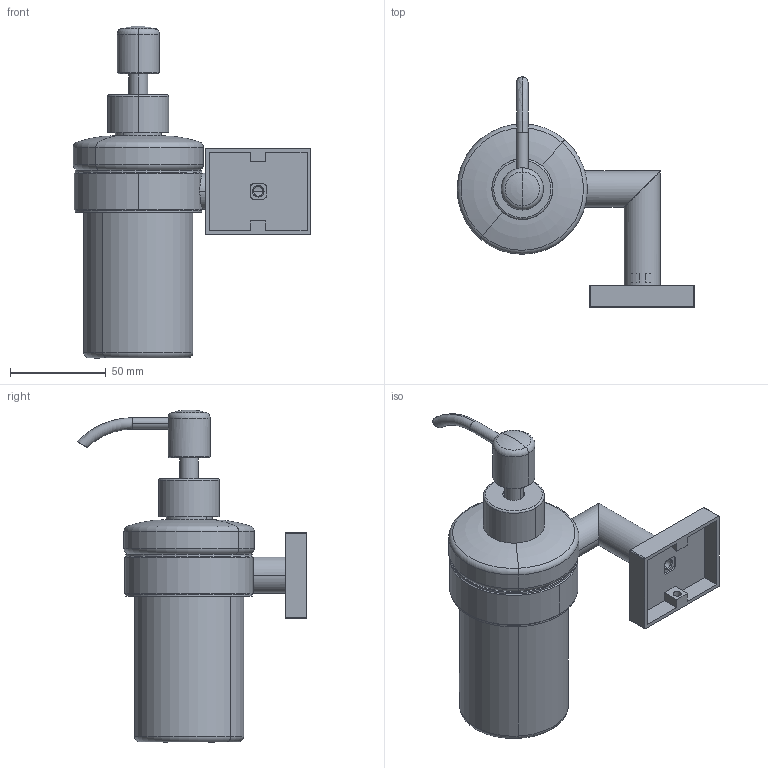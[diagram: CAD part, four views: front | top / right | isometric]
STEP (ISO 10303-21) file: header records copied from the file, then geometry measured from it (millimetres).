
FILE_DESCRIPTION (( 'STEP AP203' ), '1' );
FILE_NAME ('3181.STEP', '2016-07-20T08:40:11', ( '迾輿躂瑞' ), ( 'WwW.YlmF.CoM' ), 'SwSTEP 2.0', 'SolidWorks 2012', '' );
FILE_SCHEMA (( 'CONFIG_CONTROL_DESIGN' ));
Length unit declared in the file: millimetre
Products named in the file (21): 3181; FM002芛饜FM005せ; FM002婂珘ん驗芛; PT007驗芛; PT007婂珘ん驗郲; PT007婂珘ん驗芛; FM002婂珘ん肣裔; FM002婂珘ん呿蹋; 呿蹋6; 呿蹋5; 呿蹋4; 呿蹋3; 呿蹋2; FM005; 11单杯圈塑料; 31等戚殤; 31爾え; 31单杯圈; 31戚殤筵奪; 31等裝褐; 31釱
Assembly tree (20 placements, depth 5):
  3181
    31釱
    31等戚殤
      31等裝褐
      31戚殤筵奪
      31单杯圈
      31爾え
    11单杯圈塑料
    FM002芛饜FM005せ
      FM005
      FM002婂珘ん驗芛
        呿蹋2
        呿蹋3
        呿蹋4
        呿蹋5
        呿蹋6
        FM002婂珘ん呿蹋
        FM002婂珘ん肣裔
        PT007驗芛
          PT007婂珘ん驗芛
          PT007婂珘ん驗郲
Bounding box: 124.07 x 119.98 x 173.28 mm (x, y, z)
Volume: 88273.2 mm3; surface area: 118850.5 mm2
Topology: 17 solids, 17 shells, 459 faces, 1074 edges, 684 vertices
Faces by surface type: cylinder 209, plane 156, cone 46, torus 40, bspline 8
Entity records: 17154 total; most frequent: CARTESIAN_POINT 4013, DIRECTION 2499, ORIENTED_EDGE 2140, EDGE_CURVE 1070, AXIS2_PLACEMENT_3D 1013, VERTEX_POINT 684, CIRCLE 535, EDGE_LOOP 534
